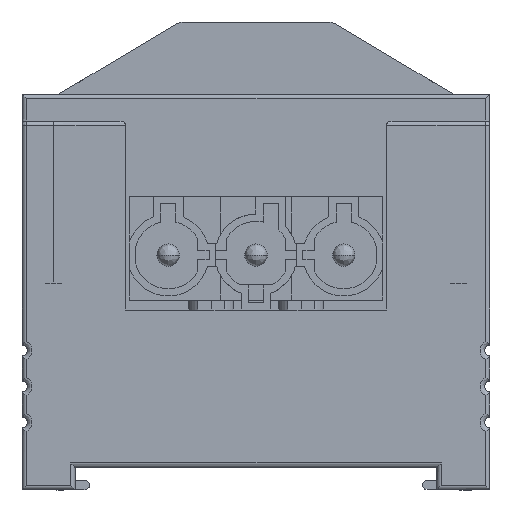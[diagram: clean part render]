
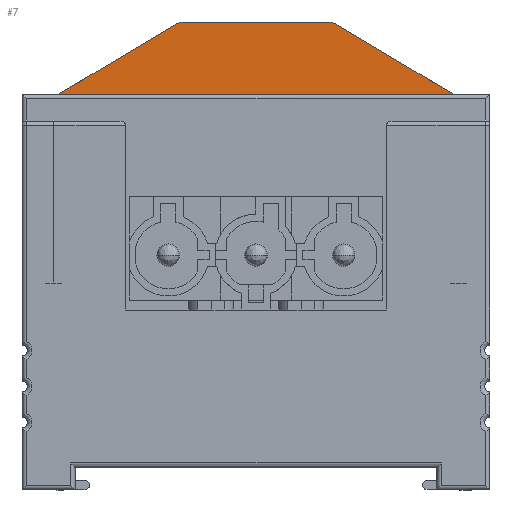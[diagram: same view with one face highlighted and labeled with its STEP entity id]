
A CAD part, left-side view. The second image highlights one B-rep face of the part: STEP entity #7.
In plain terms, the highlighted planar face has unit normal (-1, 0, 0).
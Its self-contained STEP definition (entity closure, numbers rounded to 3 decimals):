
#7 = ADVANCED_FACE ( 'NONE', ( #11815 ), #9835, .F. ) ;
#73 = CARTESIAN_POINT ( 'NONE',  ( 54., -7.948, 52. ) ) ;
#212 = VERTEX_POINT ( 'NONE', #16007 ) ;
#675 = VECTOR ( 'NONE', #7736, 1000. ) ;
#830 = VERTEX_POINT ( 'NONE', #73 ) ;
#1097 = AXIS2_PLACEMENT_3D ( 'NONE', #10515, #23263, #10430 ) ;
#1553 = VECTOR ( 'NONE', #22974, 1000. ) ;
#2668 = CARTESIAN_POINT ( 'NONE',  ( 54., 0., 44. ) ) ;
#2733 = VERTEX_POINT ( 'NONE', #5498 ) ;
#4069 = VECTOR ( 'NONE', #16549, 1000. ) ;
#4679 = CIRCLE ( 'NONE', #1097, 2. ) ;
#5023 = CIRCLE ( 'NONE', #19090, 2. ) ;
#5498 = CARTESIAN_POINT ( 'NONE',  ( 54., 7.948, 52. ) ) ;
#5525 = CARTESIAN_POINT ( 'NONE',  ( 54., 0., 52. ) ) ;
#6056 = ORIENTED_EDGE ( 'NONE', *, *, #23618, .F. ) ;
#6195 = CARTESIAN_POINT ( 'NONE',  ( 54., -8.5, 52. ) ) ;
#6925 = ORIENTED_EDGE ( 'NONE', *, *, #14367, .F. ) ;
#7053 = CARTESIAN_POINT ( 'NONE',  ( 54., -8.974, 51.717 ) ) ;
#7321 = DIRECTION ( 'NONE',  ( 0., -1., 0. ) ) ;
#7353 = CARTESIAN_POINT ( 'NONE',  ( 54., 21.9, 44. ) ) ;
#7736 = DIRECTION ( 'NONE',  ( 0., -0.859, -0.513 ) ) ;
#8097 = EDGE_CURVE ( 'NONE', #23110, #15873, #10754, .T. ) ;
#8860 = VERTEX_POINT ( 'NONE', #7053 ) ;
#9043 = EDGE_CURVE ( 'NONE', #8860, #23110, #20522, .T. ) ;
#9835 = PLANE ( 'NONE',  #23809 ) ;
#10268 = EDGE_CURVE ( 'NONE', #2733, #830, #20720, .T. ) ;
#10389 = VECTOR ( 'NONE', #7321, 1000. ) ;
#10430 = DIRECTION ( 'NONE',  ( 0., 0., 1. ) ) ;
#10515 = CARTESIAN_POINT ( 'NONE',  ( 54., -7.948, 50. ) ) ;
#10741 = CARTESIAN_POINT ( 'NONE',  ( 54., 7.948, 50. ) ) ;
#10754 = LINE ( 'NONE', #2668, #1553 ) ;
#11815 = FACE_OUTER_BOUND ( 'NONE', #15530, .T. ) ;
#14367 = EDGE_CURVE ( 'NONE', #830, #8860, #4679, .T. ) ;
#14941 = ORIENTED_EDGE ( 'NONE', *, *, #10268, .F. ) ;
#15257 = LINE ( 'NONE', #7353, #4069 ) ;
#15530 = EDGE_LOOP ( 'NONE', ( #6056, #17190, #21162, #6925, #14941, #23351 ) ) ;
#15873 = VERTEX_POINT ( 'NONE', #16674 ) ;
#16007 = CARTESIAN_POINT ( 'NONE',  ( 54., 8.974, 51.717 ) ) ;
#16549 = DIRECTION ( 'NONE',  ( 0., -0.859, 0.513 ) ) ;
#16674 = CARTESIAN_POINT ( 'NONE',  ( 54., 21.9, 44. ) ) ;
#16967 = DIRECTION ( 'NONE',  ( 0., 0., -1. ) ) ;
#17046 = CARTESIAN_POINT ( 'NONE',  ( 54., 0., 46.835 ) ) ;
#17190 = ORIENTED_EDGE ( 'NONE', *, *, #8097, .F. ) ;
#18257 = DIRECTION ( 'NONE',  ( 1., 0., 0. ) ) ;
#19090 = AXIS2_PLACEMENT_3D ( 'NONE', #10741, #18257, #21724 ) ;
#19988 = EDGE_CURVE ( 'NONE', #212, #2733, #5023, .T. ) ;
#20522 = LINE ( 'NONE', #6195, #675 ) ;
#20594 = DIRECTION ( 'NONE',  ( 1., 0., 0. ) ) ;
#20720 = LINE ( 'NONE', #5525, #10389 ) ;
#21162 = ORIENTED_EDGE ( 'NONE', *, *, #9043, .F. ) ;
#21442 = CARTESIAN_POINT ( 'NONE',  ( 54., -21.9, 44. ) ) ;
#21724 = DIRECTION ( 'NONE',  ( 0., 0., 1. ) ) ;
#22974 = DIRECTION ( 'NONE',  ( 0., 1., 0. ) ) ;
#23110 = VERTEX_POINT ( 'NONE', #21442 ) ;
#23263 = DIRECTION ( 'NONE',  ( 1., 0., 0. ) ) ;
#23351 = ORIENTED_EDGE ( 'NONE', *, *, #19988, .F. ) ;
#23618 = EDGE_CURVE ( 'NONE', #15873, #212, #15257, .T. ) ;
#23809 = AXIS2_PLACEMENT_3D ( 'NONE', #17046, #20594, #16967 ) ;
